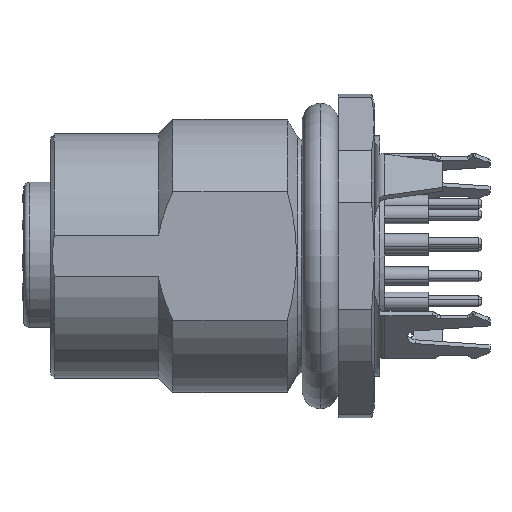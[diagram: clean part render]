
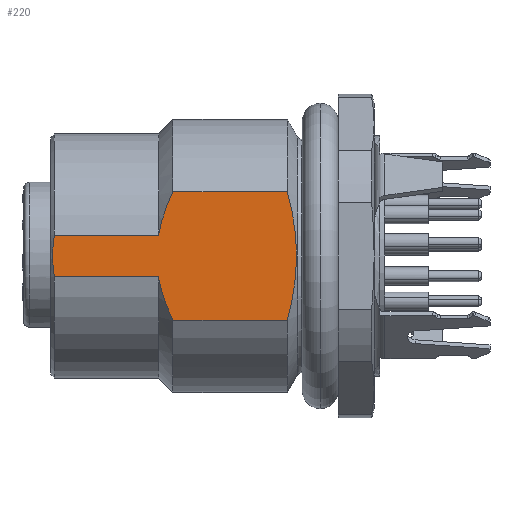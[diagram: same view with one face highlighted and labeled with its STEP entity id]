
A CAD part, front view. The second image highlights one B-rep face of the part: STEP entity #220.
In plain terms, the highlighted planar face has unit normal (0, -1, 0).
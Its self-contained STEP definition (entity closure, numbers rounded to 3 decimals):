
#220=ADVANCED_FACE('',(#866),#867,.T.);
#866=FACE_OUTER_BOUND('',#1932,.T.);
#867=PLANE('',#1933);
#1932=EDGE_LOOP('',(#3836,#3837,#3838,#3839,#3840,#3841,#3842,#3843));
#1933=AXIS2_PLACEMENT_3D('',#3844,#3845,#3846);
#3836=ORIENTED_EDGE('',*,*,#7511,.T.);
#3837=ORIENTED_EDGE('',*,*,#7503,.T.);
#3838=ORIENTED_EDGE('',*,*,#7514,.F.);
#3839=ORIENTED_EDGE('',*,*,#7509,.F.);
#3840=ORIENTED_EDGE('',*,*,#7515,.F.);
#3841=ORIENTED_EDGE('',*,*,#7506,.F.);
#3842=ORIENTED_EDGE('',*,*,#7513,.F.);
#3843=ORIENTED_EDGE('',*,*,#7500,.F.);
#3844=CARTESIAN_POINT('',(15.5,-6.7,-3.587));
#3845=DIRECTION('',(0.0,-1.0,0.));
#3846=DIRECTION('',(-1.0,0.0,0.0));
#7500=EDGE_CURVE('',#9006,#9008,#9009,.T.);
#7503=EDGE_CURVE('',#9013,#9011,#9014,.T.);
#7506=EDGE_CURVE('',#9016,#9018,#9019,.T.);
#7509=EDGE_CURVE('',#9021,#9023,#9024,.T.);
#7511=EDGE_CURVE('',#9006,#9013,#9026,.T.);
#7513=EDGE_CURVE('',#9008,#9016,#9028,.T.);
#7514=EDGE_CURVE('',#9023,#9011,#9029,.T.);
#7515=EDGE_CURVE('',#9018,#9021,#9030,.T.);
#9006=VERTEX_POINT('',#11132);
#9008=VERTEX_POINT('',#11134);
#9009=LINE('',#11135,#11136);
#9011=VERTEX_POINT('',#11138);
#9013=VERTEX_POINT('',#11140);
#9014=LINE('',#11141,#11142);
#9016=VERTEX_POINT('',#11144);
#9018=VERTEX_POINT('',#11146);
#9019=LINE('',#11147,#11148);
#9021=VERTEX_POINT('',#11150);
#9023=VERTEX_POINT('',#11152);
#9024=LINE('',#11153,#11154);
#9026=B_SPLINE_CURVE_WITH_KNOTS('',3,(#11156,#11157,#11158,#11159,#11160,#11161),.UNSPECIFIED.,.F.,.F.,(4,2,4),(0.0,0.5,1.0),.UNSPECIFIED.);
#9028=B_SPLINE_CURVE_WITH_KNOTS('',3,(#11163,#11164,#11165,#11166),.UNSPECIFIED.,.F.,.F.,(4,4),(0.0,1.0),.UNSPECIFIED.);
#9029=B_SPLINE_CURVE_WITH_KNOTS('',3,(#11167,#11168,#11169,#11170),.UNSPECIFIED.,.F.,.F.,(4,4),(0.0,1.0),.UNSPECIFIED.);
#9030=B_SPLINE_CURVE_WITH_KNOTS('',3,(#11171,#11172,#11173,#11174),.UNSPECIFIED.,.F.,.F.,(4,4),(0.0,1.0),.UNSPECIFIED.);
#11132=CARTESIAN_POINT('',(14.665,-6.7,-3.587));
#11134=CARTESIAN_POINT('',(8.3,-6.7,-3.587));
#11135=CARTESIAN_POINT('',(15.5,-6.7,-3.587));
#11136=VECTOR('',#14720,1.0);
#11138=CARTESIAN_POINT('',(8.3,-6.7,3.587));
#11140=CARTESIAN_POINT('',(14.665,-6.7,3.587));
#11141=CARTESIAN_POINT('',(15.5,-6.7,3.587));
#11142=VECTOR('',#14727,1.0);
#11144=CARTESIAN_POINT('',(7.5,-6.7,-1.162));
#11146=CARTESIAN_POINT('',(1.7,-6.7,-1.162));
#11147=CARTESIAN_POINT('',(1.5,-6.7,-1.162));
#11148=VECTOR('',#14734,1.0);
#11150=CARTESIAN_POINT('',(1.7,-6.7,1.162));
#11152=CARTESIAN_POINT('',(7.5,-6.7,1.162));
#11153=CARTESIAN_POINT('',(1.5,-6.7,1.162));
#11154=VECTOR('',#14741,1.0);
#11156=CARTESIAN_POINT('',(14.665,-6.7,-3.587));
#11157=CARTESIAN_POINT('',(14.985,-6.7,-2.413));
#11158=CARTESIAN_POINT('',(15.183,-6.7,-1.224));
#11159=CARTESIAN_POINT('',(15.186,-6.7,1.203));
#11160=CARTESIAN_POINT('',(14.985,-6.7,2.411));
#11161=CARTESIAN_POINT('',(14.665,-6.7,3.587));
#11163=CARTESIAN_POINT('',(8.3,-6.7,-3.587));
#11164=CARTESIAN_POINT('',(7.934,-6.7,-2.812));
#11165=CARTESIAN_POINT('',(7.645,-6.7,-2.011));
#11166=CARTESIAN_POINT('',(7.5,-6.7,-1.162));
#11167=CARTESIAN_POINT('',(7.5,-6.7,1.162));
#11168=CARTESIAN_POINT('',(7.645,-6.7,2.011));
#11169=CARTESIAN_POINT('',(7.934,-6.7,2.812));
#11170=CARTESIAN_POINT('',(8.3,-6.7,3.587));
#11171=CARTESIAN_POINT('',(1.7,-6.7,-1.162));
#11172=CARTESIAN_POINT('',(1.568,-6.7,-0.39));
#11173=CARTESIAN_POINT('',(1.568,-6.7,0.39));
#11174=CARTESIAN_POINT('',(1.7,-6.7,1.162));
#14720=DIRECTION('',(-1.0,0.0,0.0));
#14727=DIRECTION('',(-1.0,0.0,0.0));
#14734=DIRECTION('',(-1.0,0.0,0.0));
#14741=DIRECTION('',(1.0,0.0,0.0));
